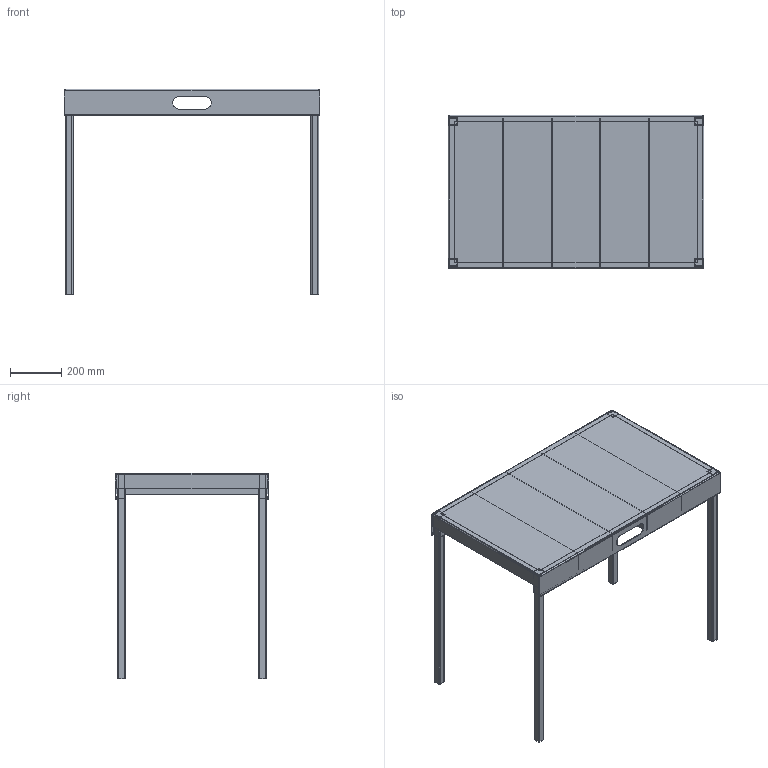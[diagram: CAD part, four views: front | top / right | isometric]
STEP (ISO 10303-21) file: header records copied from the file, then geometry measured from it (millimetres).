
FILE_DESCRIPTION(/* description */ (''),/* implementation_level */ '2;1');
FILE_NAME(/* name */ 'U001A.stp',/* time_stamp */ '2025-01-19T11:25:02+01:00',/* author */ ('Nik'),/* organization */ (''),/* preprocessor_version */ 'ST-DEVELOPER v20',/* originating_system */ 'Autodesk Inventor 2025',/* authorisation */ '');
FILE_SCHEMA (('AUTOMOTIVE_DESIGN { 1 0 10303 214 3 1 1 }'));
Length unit declared in the file: millimetre
Products named in the file (6): U001A; U001; U002; U003; U004; U005
Assembly tree (14 placements, depth 2):
  U001A
    U001
    U002  x4
    U003
    U004  x4
    U005  x4
Bounding box: 1000 x 600 x 803 mm (x, y, z)
Volume: 3945886.3 mm3; surface area: 2937522.1 mm2
Topology: 14 solids, 14 shells, 260 faces, 648 edges, 416 vertices
Faces by surface type: plane 180, cylinder 80
Entity records: 3752 total; most frequent: DIRECTION 636, CARTESIAN_POINT 606, ORIENTED_EDGE 576, EDGE_CURVE 288, LINE 224, VECTOR 224, AXIS2_PLACEMENT_3D 206, VERTEX_POINT 176
